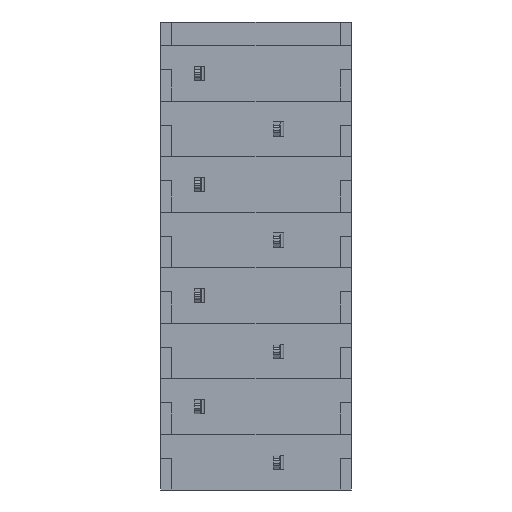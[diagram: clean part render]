
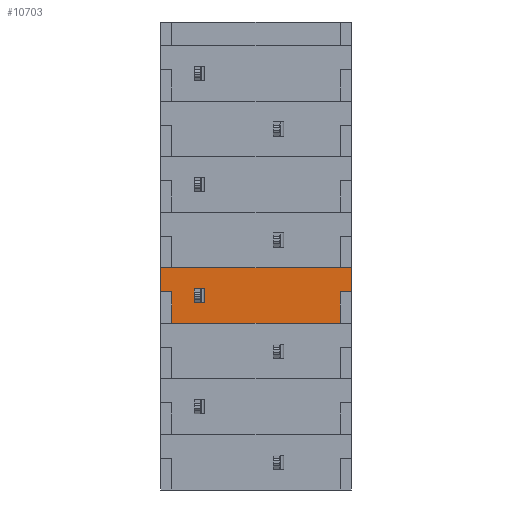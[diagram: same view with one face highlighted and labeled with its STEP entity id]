
A CAD part, front view. The second image highlights one B-rep face of the part: STEP entity #10703.
In plain terms, the highlighted planar face has unit normal (0, -1, 0).
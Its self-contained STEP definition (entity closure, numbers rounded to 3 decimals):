
#107 = DIRECTION ( 'NONE',  ( 0., -1., 0. ) ) ;
#157 = LINE ( 'NONE', #1247, #400 ) ;
#400 = VECTOR ( 'NONE', #13357, 1000. ) ;
#776 = VERTEX_POINT ( 'NONE', #4660 ) ;
#785 = EDGE_LOOP ( 'NONE', ( #11757, #4122, #11623, #6179, #11338, #4906, #13325, #8925 ) ) ;
#885 = ORIENTED_EDGE ( 'NONE', *, *, #12149, .T. ) ;
#962 = EDGE_CURVE ( 'NONE', #1676, #13909, #11621, .T. ) ;
#988 = CARTESIAN_POINT ( 'NONE',  ( 2.1, 0.3, 2.2 ) ) ;
#1008 = CARTESIAN_POINT ( 'NONE',  ( 0.7, 0.3, 2. ) ) ;
#1127 = VECTOR ( 'NONE', #6089, 1000. ) ;
#1247 = CARTESIAN_POINT ( 'NONE',  ( 11.3, 0.3, 0. ) ) ;
#1412 = EDGE_CURVE ( 'NONE', #14209, #8573, #157, .T. ) ;
#1676 = VERTEX_POINT ( 'NONE', #12984 ) ;
#1709 = LINE ( 'NONE', #2055, #9156 ) ;
#1741 = VECTOR ( 'NONE', #8723, 1000. ) ;
#1861 = VERTEX_POINT ( 'NONE', #1008 ) ;
#1950 = CARTESIAN_POINT ( 'NONE',  ( 0., 0.3, 2. ) ) ;
#1979 = VECTOR ( 'NONE', #7386, 1000. ) ;
#2055 = CARTESIAN_POINT ( 'NONE',  ( 0.7, 0.3, 1.3 ) ) ;
#2276 = LINE ( 'NONE', #6626, #4153 ) ;
#2282 = CARTESIAN_POINT ( 'NONE',  ( 12., 0.3, 0. ) ) ;
#2840 = PLANE ( 'NONE',  #10089 ) ;
#3128 = LINE ( 'NONE', #7329, #3150 ) ;
#3150 = VECTOR ( 'NONE', #7539, 1000. ) ;
#3212 = VECTOR ( 'NONE', #6644, 1000. ) ;
#3771 = VERTEX_POINT ( 'NONE', #13565 ) ;
#3849 = CARTESIAN_POINT ( 'NONE',  ( 2.1, 0.3, 1.3 ) ) ;
#3972 = DIRECTION ( 'NONE',  ( 0., 0., 1. ) ) ;
#4004 = DIRECTION ( 'NONE',  ( 1., 0., 0. ) ) ;
#4076 = CARTESIAN_POINT ( 'NONE',  ( 11.704, 0.3, 0. ) ) ;
#4122 = ORIENTED_EDGE ( 'NONE', *, *, #8737, .T. ) ;
#4139 = VECTOR ( 'NONE', #13330, 1000. ) ;
#4153 = VECTOR ( 'NONE', #11020, 1000. ) ;
#4660 = CARTESIAN_POINT ( 'NONE',  ( 0., 0.3, 3.5 ) ) ;
#4765 = VERTEX_POINT ( 'NONE', #1950 ) ;
#4853 = CARTESIAN_POINT ( 'NONE',  ( 0.7, 0.3, 0. ) ) ;
#4906 = ORIENTED_EDGE ( 'NONE', *, *, #6699, .F. ) ;
#5249 = LINE ( 'NONE', #11033, #3212 ) ;
#5695 = LINE ( 'NONE', #6795, #4139 ) ;
#5744 = CARTESIAN_POINT ( 'NONE',  ( 0.7, 0.3, 0. ) ) ;
#6031 = EDGE_CURVE ( 'NONE', #3771, #12170, #1709, .T. ) ;
#6089 = DIRECTION ( 'NONE',  ( 0., 0., -1. ) ) ;
#6179 = ORIENTED_EDGE ( 'NONE', *, *, #12571, .F. ) ;
#6370 = CARTESIAN_POINT ( 'NONE',  ( 12., 0.3, 2. ) ) ;
#6626 = CARTESIAN_POINT ( 'NONE',  ( -0.2, 0.3, 3.5 ) ) ;
#6644 = DIRECTION ( 'NONE',  ( -1., 0., 0. ) ) ;
#6699 = EDGE_CURVE ( 'NONE', #776, #8555, #2276, .T. ) ;
#6795 = CARTESIAN_POINT ( 'NONE',  ( 2.1, 0.3, 0. ) ) ;
#7329 = CARTESIAN_POINT ( 'NONE',  ( 0.7, 0.3, 2. ) ) ;
#7386 = DIRECTION ( 'NONE',  ( 0., 0., -1. ) ) ;
#7539 = DIRECTION ( 'NONE',  ( 1., 0., 0. ) ) ;
#7894 = VECTOR ( 'NONE', #3972, 1000. ) ;
#8097 = CARTESIAN_POINT ( 'NONE',  ( 0.7, 0.3, 2.2 ) ) ;
#8345 = FACE_BOUND ( 'NONE', #12540, .T. ) ;
#8555 = VERTEX_POINT ( 'NONE', #10009 ) ;
#8573 = VERTEX_POINT ( 'NONE', #13515 ) ;
#8723 = DIRECTION ( 'NONE',  ( 0., 0., 1. ) ) ;
#8737 = EDGE_CURVE ( 'NONE', #12421, #14209, #11730, .T. ) ;
#8925 = ORIENTED_EDGE ( 'NONE', *, *, #10646, .T. ) ;
#9156 = VECTOR ( 'NONE', #10006, 1000. ) ;
#9245 = DIRECTION ( 'NONE',  ( -1., 0., 0. ) ) ;
#9411 = CARTESIAN_POINT ( 'NONE',  ( 2.5, 0.3, 0. ) ) ;
#9463 = CARTESIAN_POINT ( 'NONE',  ( 0., 0.3, 0. ) ) ;
#9482 = CARTESIAN_POINT ( 'NONE',  ( 0.7, 0.3, 0. ) ) ;
#9574 = VECTOR ( 'NONE', #4004, 1000. ) ;
#9696 = EDGE_CURVE ( 'NONE', #11760, #8555, #12167, .T. ) ;
#9970 = EDGE_CURVE ( 'NONE', #1861, #12421, #12038, .T. ) ;
#9999 = DIRECTION ( 'NONE',  ( 1., 0., 0. ) ) ;
#10006 = DIRECTION ( 'NONE',  ( -1., 0., 0. ) ) ;
#10009 = CARTESIAN_POINT ( 'NONE',  ( 12., 0.3, 3.5 ) ) ;
#10089 = AXIS2_PLACEMENT_3D ( 'NONE', #5744, #107, #9999 ) ;
#10497 = LINE ( 'NONE', #9411, #1127 ) ;
#10646 = EDGE_CURVE ( 'NONE', #4765, #1861, #3128, .T. ) ;
#10703 = ADVANCED_FACE ( 'NONE', ( #8345, #12740 ), #2840, .T. ) ;
#10774 = VECTOR ( 'NONE', #9245, 1000. ) ;
#11020 = DIRECTION ( 'NONE',  ( 1., 0., 0. ) ) ;
#11033 = CARTESIAN_POINT ( 'NONE',  ( 0.7, 0.3, 2. ) ) ;
#11338 = ORIENTED_EDGE ( 'NONE', *, *, #9696, .T. ) ;
#11389 = ORIENTED_EDGE ( 'NONE', *, *, #962, .F. ) ;
#11621 = LINE ( 'NONE', #8097, #10774 ) ;
#11623 = ORIENTED_EDGE ( 'NONE', *, *, #1412, .T. ) ;
#11730 = LINE ( 'NONE', #4076, #9574 ) ;
#11757 = ORIENTED_EDGE ( 'NONE', *, *, #9970, .T. ) ;
#11760 = VERTEX_POINT ( 'NONE', #6370 ) ;
#12038 = LINE ( 'NONE', #9482, #1979 ) ;
#12149 = EDGE_CURVE ( 'NONE', #1676, #3771, #10497, .T. ) ;
#12167 = LINE ( 'NONE', #2282, #1741 ) ;
#12170 = VERTEX_POINT ( 'NONE', #3849 ) ;
#12421 = VERTEX_POINT ( 'NONE', #4853 ) ;
#12441 = ORIENTED_EDGE ( 'NONE', *, *, #6031, .T. ) ;
#12501 = ORIENTED_EDGE ( 'NONE', *, *, #12630, .T. ) ;
#12540 = EDGE_LOOP ( 'NONE', ( #11389, #885, #12441, #12501 ) ) ;
#12571 = EDGE_CURVE ( 'NONE', #11760, #8573, #5249, .T. ) ;
#12630 = EDGE_CURVE ( 'NONE', #12170, #13909, #5695, .T. ) ;
#12651 = CARTESIAN_POINT ( 'NONE',  ( 11.3, 0.3, 0. ) ) ;
#12740 = FACE_OUTER_BOUND ( 'NONE', #785, .T. ) ;
#12984 = CARTESIAN_POINT ( 'NONE',  ( 2.5, 0.3, 2.2 ) ) ;
#13325 = ORIENTED_EDGE ( 'NONE', *, *, #13706, .F. ) ;
#13330 = DIRECTION ( 'NONE',  ( 0., 0., 1. ) ) ;
#13357 = DIRECTION ( 'NONE',  ( 0., 0., 1. ) ) ;
#13515 = CARTESIAN_POINT ( 'NONE',  ( 11.3, 0.3, 2. ) ) ;
#13565 = CARTESIAN_POINT ( 'NONE',  ( 2.5, 0.3, 1.3 ) ) ;
#13706 = EDGE_CURVE ( 'NONE', #4765, #776, #14054, .T. ) ;
#13909 = VERTEX_POINT ( 'NONE', #988 ) ;
#14054 = LINE ( 'NONE', #9463, #7894 ) ;
#14209 = VERTEX_POINT ( 'NONE', #12651 ) ;
